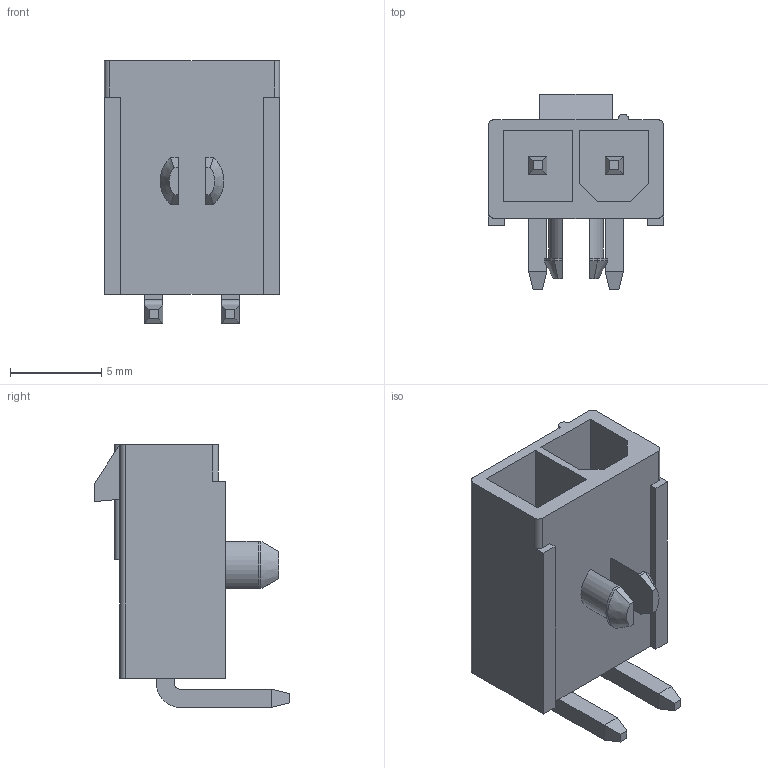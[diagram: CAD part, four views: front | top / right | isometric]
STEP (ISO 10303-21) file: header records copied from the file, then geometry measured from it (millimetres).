
FILE_DESCRIPTION(/* description */ (''),/* implementation_level */ '2;1');
FILE_NAME(/* name */ '1726480102.step',/* time_stamp */ '2020-12-06T21:19:47+01:00',/* author */ (''),/* organization */ (''),/* preprocessor_version */ 'ST-DEVELOPER v18.1',/* originating_system */ 'Autodesk Translation Framework v9.3.0.1241',/* authorisation */ '');
FILE_SCHEMA (('AUTOMOTIVE_DESIGN { 1 0 10303 214 3 1 1 }'));
Length unit declared in the file: metre
Products named in the file (1): (Nicht gespeichert)
Bounding box: 9.6 x 10.7 x 14.4 mm (x, y, z)
Volume: 456.7 mm3; surface area: 927.2 mm2
Topology: 1 solids, 1 shells, 99 faces, 241 edges, 152 vertices
Faces by surface type: plane 84, cylinder 13, cone 2
Entity records: 2868 total; most frequent: CARTESIAN_POINT 497, ORIENTED_EDGE 482, DIRECTION 469, EDGE_CURVE 241, LINE 209, VECTOR 209, VERTEX_POINT 152, AXIS2_PLACEMENT_3D 130
